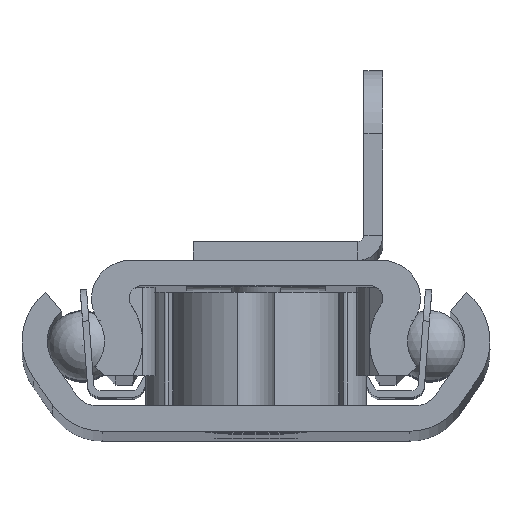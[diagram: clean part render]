
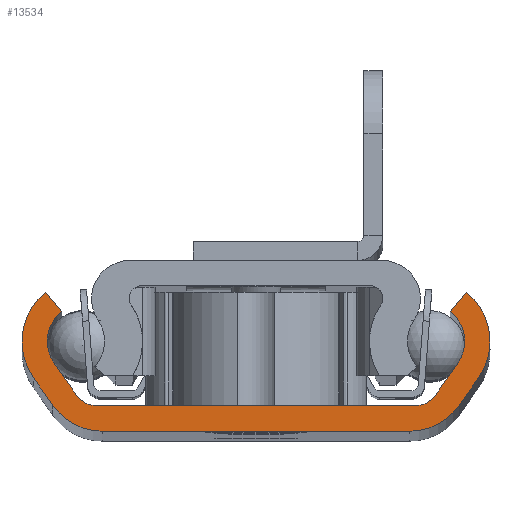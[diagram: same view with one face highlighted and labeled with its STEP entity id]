
A CAD part, top view. The second image highlights one B-rep face of the part: STEP entity #13534.
In plain terms, the highlighted face is planar.
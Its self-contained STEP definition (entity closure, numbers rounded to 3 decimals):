
#277=PLANE('',#14565);
#889=FACE_OUTER_BOUND('',#1626,.T.);
#1626=EDGE_LOOP('',(#9519,#9520,#9521,#9522,#9523,#9524,#9525,#9526,#9527,
#9528,#9529,#9530,#9531,#9532,#9533,#9534));
#2335=LINE('',#19814,#3820);
#2362=LINE('',#19913,#3847);
#2414=LINE('',#20095,#3899);
#2418=LINE('',#20107,#3903);
#2463=LINE('',#20279,#3948);
#2466=LINE('',#20288,#3951);
#2470=LINE('',#20303,#3955);
#2473=LINE('',#20312,#3958);
#3820=VECTOR('',#15750,10.);
#3847=VECTOR('',#15801,10.);
#3899=VECTOR('',#15929,10.);
#3903=VECTOR('',#15941,10.);
#3948=VECTOR('',#16080,10.);
#3951=VECTOR('',#16091,10.);
#3955=VECTOR('',#16109,10.);
#3958=VECTOR('',#16120,10.);
#5327=CIRCLE('',#14493,3.);
#5329=CIRCLE('',#14497,5.);
#5339=CIRCLE('',#14544,4.75);
#5342=CIRCLE('',#14549,5.);
#5343=CIRCLE('',#14552,2.);
#5345=CIRCLE('',#14555,2.);
#5348=CIRCLE('',#14560,3.);
#5349=CIRCLE('',#14563,4.75);
#5739=VERTEX_POINT('',#19812);
#5740=VERTEX_POINT('',#19813);
#5775=VERTEX_POINT('',#19911);
#5776=VERTEX_POINT('',#19912);
#5825=VERTEX_POINT('',#20085);
#5826=VERTEX_POINT('',#20087);
#5828=VERTEX_POINT('',#20093);
#5829=VERTEX_POINT('',#20097);
#5830=VERTEX_POINT('',#20099);
#5832=VERTEX_POINT('',#20105);
#5857=VERTEX_POINT('',#20272);
#5859=VERTEX_POINT('',#20278);
#5861=VERTEX_POINT('',#20287);
#5863=VERTEX_POINT('',#20296);
#5865=VERTEX_POINT('',#20302);
#5867=VERTEX_POINT('',#20311);
#7088=EDGE_CURVE('',#5739,#5740,#2335,.T.);
#7126=EDGE_CURVE('',#5775,#5776,#2362,.T.);
#7195=EDGE_CURVE('',#5825,#5826,#5327,.T.);
#7199=EDGE_CURVE('',#5828,#5825,#2414,.T.);
#7201=EDGE_CURVE('',#5829,#5830,#5329,.T.);
#7205=EDGE_CURVE('',#5832,#5829,#2418,.T.);
#7263=EDGE_CURVE('',#5740,#5857,#5339,.T.);
#7266=EDGE_CURVE('',#5857,#5859,#2463,.T.);
#7270=EDGE_CURVE('',#5859,#5828,#5342,.T.);
#7271=EDGE_CURVE('',#5826,#5861,#2466,.T.);
#7274=EDGE_CURVE('',#5861,#5775,#5343,.T.);
#7276=EDGE_CURVE('',#5776,#5863,#5345,.T.);
#7279=EDGE_CURVE('',#5863,#5865,#2470,.T.);
#7283=EDGE_CURVE('',#5865,#5832,#5348,.T.);
#7284=EDGE_CURVE('',#5830,#5867,#2473,.T.);
#7287=EDGE_CURVE('',#5867,#5739,#5349,.T.);
#9519=ORIENTED_EDGE('',*,*,#7263,.F.);
#9520=ORIENTED_EDGE('',*,*,#7088,.F.);
#9521=ORIENTED_EDGE('',*,*,#7287,.F.);
#9522=ORIENTED_EDGE('',*,*,#7284,.F.);
#9523=ORIENTED_EDGE('',*,*,#7201,.F.);
#9524=ORIENTED_EDGE('',*,*,#7205,.F.);
#9525=ORIENTED_EDGE('',*,*,#7283,.F.);
#9526=ORIENTED_EDGE('',*,*,#7279,.F.);
#9527=ORIENTED_EDGE('',*,*,#7276,.F.);
#9528=ORIENTED_EDGE('',*,*,#7126,.F.);
#9529=ORIENTED_EDGE('',*,*,#7274,.F.);
#9530=ORIENTED_EDGE('',*,*,#7271,.F.);
#9531=ORIENTED_EDGE('',*,*,#7195,.F.);
#9532=ORIENTED_EDGE('',*,*,#7199,.F.);
#9533=ORIENTED_EDGE('',*,*,#7270,.F.);
#9534=ORIENTED_EDGE('',*,*,#7266,.F.);
#13534=ADVANCED_FACE('',(#889),#277,.F.);
#14493=AXIS2_PLACEMENT_3D('',#20088,#15921,#15922);
#14497=AXIS2_PLACEMENT_3D('',#20100,#15933,#15934);
#14544=AXIS2_PLACEMENT_3D('',#20273,#16073,#16074);
#14549=AXIS2_PLACEMENT_3D('',#20285,#16087,#16088);
#14552=AXIS2_PLACEMENT_3D('',#20293,#16096,#16097);
#14555=AXIS2_PLACEMENT_3D('',#20297,#16102,#16103);
#14560=AXIS2_PLACEMENT_3D('',#20309,#16116,#16117);
#14563=AXIS2_PLACEMENT_3D('',#20317,#16125,#16126);
#14565=AXIS2_PLACEMENT_3D('',#20319,#16129,#16130);
#15750=DIRECTION('',(1.,0.,0.));
#15801=DIRECTION('',(-1.,0.,0.));
#15921=DIRECTION('center_axis',(0.,0.,-1.));
#15922=DIRECTION('ref_axis',(-0.819,0.574,0.));
#15929=DIRECTION('',(-0.639,-0.769,0.));
#15933=DIRECTION('center_axis',(0.,0.,1.));
#15934=DIRECTION('ref_axis',(-0.626,0.78,0.));
#15941=DIRECTION('',(-0.639,0.769,0.));
#16073=DIRECTION('center_axis',(0.,0.,1.));
#16074=DIRECTION('ref_axis',(0.,-1.,0.));
#16080=DIRECTION('',(0.574,0.819,0.));
#16087=DIRECTION('center_axis',(0.,0.,1.));
#16088=DIRECTION('ref_axis',(0.819,-0.574,0.));
#16091=DIRECTION('',(-0.574,-0.819,0.));
#16096=DIRECTION('center_axis',(0.,0.,-1.));
#16097=DIRECTION('ref_axis',(0.,1.,0.));
#16102=DIRECTION('center_axis',(0.,0.,-1.));
#16103=DIRECTION('ref_axis',(0.819,0.574,0.));
#16109=DIRECTION('',(-0.574,0.819,0.));
#16116=DIRECTION('center_axis',(0.,0.,-1.));
#16117=DIRECTION('ref_axis',(0.617,-0.787,0.));
#16120=DIRECTION('',(0.574,-0.819,0.));
#16125=DIRECTION('center_axis',(0.,0.,1.));
#16126=DIRECTION('ref_axis',(-0.819,-0.574,0.));
#16129=DIRECTION('center_axis',(0.,0.,1.));
#16130=DIRECTION('ref_axis',(1.,0.,0.));
#19812=CARTESIAN_POINT('',(-12.16,0.,-450.));
#19813=CARTESIAN_POINT('',(12.16,0.,-450.));
#19814=CARTESIAN_POINT('',(0.,0.,-450.));
#19911=CARTESIAN_POINT('',(12.55,2.,-450.));
#19912=CARTESIAN_POINT('',(-12.55,2.,-450.));
#19913=CARTESIAN_POINT('',(0.,2.,-450.));
#20085=CARTESIAN_POINT('',(15.35,9.462,-450.));
#20087=CARTESIAN_POINT('',(15.957,5.379,-450.));
#20088=CARTESIAN_POINT('Origin',(13.5,7.1,-450.));
#20093=CARTESIAN_POINT('',(16.629,11.,-450.));
#20095=CARTESIAN_POINT('',(16.629,11.,-450.));
#20097=CARTESIAN_POINT('',(-16.629,11.,-450.));
#20099=CARTESIAN_POINT('',(-17.596,4.232,-450.));
#20100=CARTESIAN_POINT('Origin',(-13.5,7.1,-450.));
#20105=CARTESIAN_POINT('',(-15.35,9.462,-450.));
#20107=CARTESIAN_POINT('',(-15.35,9.462,-450.));
#20272=CARTESIAN_POINT('',(16.051,2.026,-450.));
#20273=CARTESIAN_POINT('Origin',(12.16,4.75,-450.));
#20278=CARTESIAN_POINT('',(17.596,4.232,-450.));
#20279=CARTESIAN_POINT('',(16.051,2.026,-450.));
#20285=CARTESIAN_POINT('Origin',(13.5,7.1,-450.));
#20287=CARTESIAN_POINT('',(14.188,2.853,-450.));
#20288=CARTESIAN_POINT('',(15.957,5.379,-450.));
#20293=CARTESIAN_POINT('Origin',(12.55,4.,-450.));
#20296=CARTESIAN_POINT('',(-14.188,2.853,-450.));
#20297=CARTESIAN_POINT('Origin',(-12.55,4.,-450.));
#20302=CARTESIAN_POINT('',(-15.957,5.379,-450.));
#20303=CARTESIAN_POINT('',(-14.188,2.853,-450.));
#20309=CARTESIAN_POINT('Origin',(-13.5,7.1,-450.));
#20311=CARTESIAN_POINT('',(-16.051,2.026,-450.));
#20312=CARTESIAN_POINT('',(-17.596,4.232,-450.));
#20317=CARTESIAN_POINT('Origin',(-12.16,4.75,-450.));
#20319=CARTESIAN_POINT('Origin',(0.,3.266,-450.));
